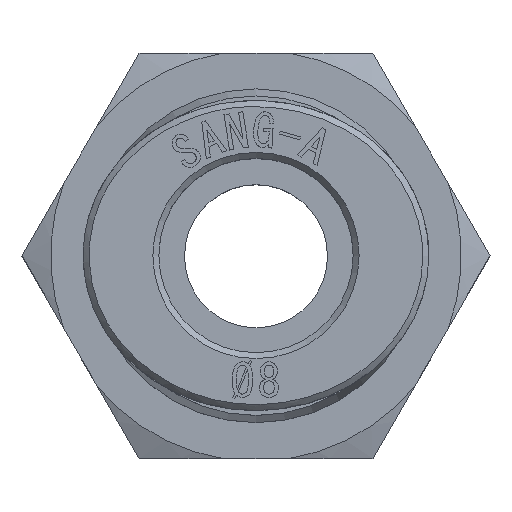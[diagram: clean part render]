
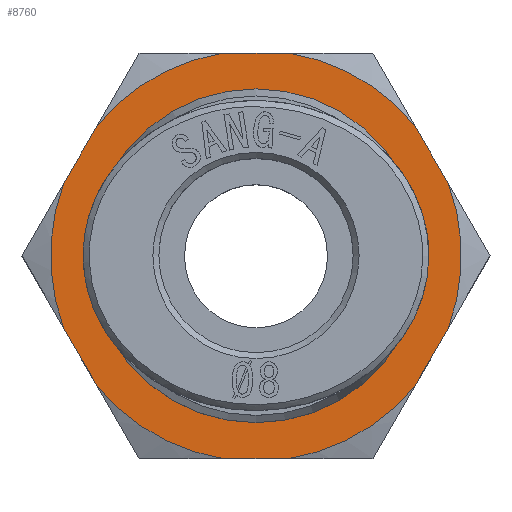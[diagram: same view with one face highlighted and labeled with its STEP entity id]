
A CAD part, top view. The second image highlights one B-rep face of the part: STEP entity #8760.
In plain terms, the highlighted face is planar.
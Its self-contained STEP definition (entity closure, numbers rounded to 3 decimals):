
#6064=CARTESIAN_POINT('',(8.5,14.0,-1.403));
#6065=VERTEX_POINT('',#6064);
#6079=CARTESIAN_POINT('',(8.5,14.0,1.403));
#6080=VERTEX_POINT('',#6079);
#6081=CARTESIAN_POINT('',(8.5,14.,1.403));
#6082=DIRECTION('',(0.0,0.0,-1.0));
#6083=VECTOR('',#6082,2.805);
#6084=LINE('',#6081,#6083);
#6085=EDGE_CURVE('',#6080,#6065,#6084,.T.);
#7766=CARTESIAN_POINT('',(-8.5,14.0,1.403));
#7767=VERTEX_POINT('',#7766);
#7781=CARTESIAN_POINT('',(-8.5,14.0,-1.403));
#7782=VERTEX_POINT('',#7781);
#7783=CARTESIAN_POINT('',(-8.5,14.0,-1.403));
#7784=DIRECTION('',(0.0,0.0,1.0));
#7785=VECTOR('',#7784,2.805);
#7786=LINE('',#7783,#7785);
#7787=EDGE_CURVE('',#7782,#7767,#7786,.T.);
#8376=CARTESIAN_POINT('',(-3.035,14.0,8.063));
#8377=VERTEX_POINT('',#8376);
#8391=CARTESIAN_POINT('',(-5.465,14.0,6.66));
#8392=VERTEX_POINT('',#8391);
#8393=CARTESIAN_POINT('',(-5.465,14.0,6.66));
#8394=DIRECTION('',(0.866,0.0,0.5));
#8395=VECTOR('',#8394,2.805);
#8396=LINE('',#8393,#8395);
#8397=EDGE_CURVE('',#8392,#8377,#8396,.T.);
#8430=CARTESIAN_POINT('',(5.465,14.0,6.66));
#8431=VERTEX_POINT('',#8430);
#8445=CARTESIAN_POINT('',(3.035,14.0,8.063));
#8446=VERTEX_POINT('',#8445);
#8447=CARTESIAN_POINT('',(3.035,14.0,8.063));
#8448=DIRECTION('',(0.866,0.0,-0.5));
#8449=VECTOR('',#8448,2.805);
#8450=LINE('',#8447,#8449);
#8451=EDGE_CURVE('',#8446,#8431,#8450,.T.);
#8486=CARTESIAN_POINT('',(-5.465,14.0,-6.66));
#8487=VERTEX_POINT('',#8486);
#8501=CARTESIAN_POINT('',(-3.035,14.0,-8.063));
#8502=VERTEX_POINT('',#8501);
#8503=CARTESIAN_POINT('',(-3.035,14.0,-8.063));
#8504=DIRECTION('',(-0.866,0.0,0.5));
#8505=VECTOR('',#8504,2.805);
#8506=LINE('',#8503,#8505);
#8507=EDGE_CURVE('',#8502,#8487,#8506,.T.);
#8554=CARTESIAN_POINT('',(3.035,14.0,-8.063));
#8555=VERTEX_POINT('',#8554);
#8569=CARTESIAN_POINT('',(5.465,14.0,-6.66));
#8570=VERTEX_POINT('',#8569);
#8571=CARTESIAN_POINT('',(5.465,14.0,-6.66));
#8572=DIRECTION('',(-0.866,0.0,-0.5));
#8573=VECTOR('',#8572,2.805);
#8574=LINE('',#8571,#8573);
#8575=EDGE_CURVE('',#8570,#8555,#8574,.T.);
#8623=CARTESIAN_POINT('',(0.0,14.,0.0));
#8624=DIRECTION('',(0.0,1.0,0.0));
#8625=DIRECTION('',(0.0,0.0,-1.0));
#8626=AXIS2_PLACEMENT_3D('',#8623,#8624,#8625);
#8627=CIRCLE('',#8626,8.615);
#8628=EDGE_CURVE('',#8487,#7782,#8627,.T.);
#8640=CARTESIAN_POINT('',(0.0,14.,0.0));
#8641=DIRECTION('',(0.0,1.0,0.0));
#8642=DIRECTION('',(0.0,0.0,-1.0));
#8643=AXIS2_PLACEMENT_3D('',#8640,#8641,#8642);
#8644=CIRCLE('',#8643,8.615);
#8645=EDGE_CURVE('',#8555,#8502,#8644,.T.);
#8657=CARTESIAN_POINT('',(0.0,14.,0.0));
#8658=DIRECTION('',(0.0,1.0,0.0));
#8659=DIRECTION('',(0.0,0.0,-1.0));
#8660=AXIS2_PLACEMENT_3D('',#8657,#8658,#8659);
#8661=CIRCLE('',#8660,8.615);
#8662=EDGE_CURVE('',#6065,#8570,#8661,.T.);
#8674=CARTESIAN_POINT('',(0.0,14.,0.0));
#8675=DIRECTION('',(0.0,1.0,0.0));
#8676=DIRECTION('',(0.0,0.0,-1.0));
#8677=AXIS2_PLACEMENT_3D('',#8674,#8675,#8676);
#8678=CIRCLE('',#8677,8.615);
#8679=EDGE_CURVE('',#8431,#6080,#8678,.T.);
#8691=CARTESIAN_POINT('',(0.0,14.,0.0));
#8692=DIRECTION('',(0.0,1.0,0.0));
#8693=DIRECTION('',(0.0,0.0,-1.0));
#8694=AXIS2_PLACEMENT_3D('',#8691,#8692,#8693);
#8695=CIRCLE('',#8694,8.615);
#8696=EDGE_CURVE('',#8377,#8446,#8695,.T.);
#8709=CARTESIAN_POINT('',(0.0,14.,0.0));
#8710=DIRECTION('',(0.0,1.0,0.0));
#8711=DIRECTION('',(0.0,0.0,-1.0));
#8712=AXIS2_PLACEMENT_3D('',#8709,#8710,#8711);
#8713=CIRCLE('',#8712,8.615);
#8714=EDGE_CURVE('',#7767,#8392,#8713,.T.);
#8730=CARTESIAN_POINT('',(0.,14.,0.));
#8731=DIRECTION('',(0.0,-1.0,0.0));
#8732=DIRECTION('',(0.0,0.0,-1.0));
#8733=AXIS2_PLACEMENT_3D('',#8730,#8731,#8732);
#8734=PLANE('',#8733);
#8735=ORIENTED_EDGE('',*,*,#8714,.T.);
#8736=ORIENTED_EDGE('',*,*,#8397,.T.);
#8737=ORIENTED_EDGE('',*,*,#8696,.T.);
#8738=ORIENTED_EDGE('',*,*,#8451,.T.);
#8739=ORIENTED_EDGE('',*,*,#8679,.T.);
#8740=ORIENTED_EDGE('',*,*,#6085,.T.);
#8741=ORIENTED_EDGE('',*,*,#8662,.T.);
#8742=ORIENTED_EDGE('',*,*,#8575,.T.);
#8743=ORIENTED_EDGE('',*,*,#8645,.T.);
#8744=ORIENTED_EDGE('',*,*,#8507,.T.);
#8745=ORIENTED_EDGE('',*,*,#8628,.T.);
#8746=ORIENTED_EDGE('',*,*,#7787,.T.);
#8747=EDGE_LOOP('',(#8735,#8736,#8737,#8738,#8739,#8740,#8741,#8742,#8743,#8744,#8745,#8746));
#8748=FACE_OUTER_BOUND('',#8747,.T.);
#8749=CARTESIAN_POINT('',(-7.,14.0,0.0));
#8750=VERTEX_POINT('',#8749);
#8751=CARTESIAN_POINT('',(0.,14.0,0.0));
#8752=DIRECTION('',(0.0,1.0,0.0));
#8753=DIRECTION('',(-1.0,0.0,0.0));
#8754=AXIS2_PLACEMENT_3D('',#8751,#8752,#8753);
#8755=CIRCLE('',#8754,7.);
#8756=EDGE_CURVE('',#8750,#8750,#8755,.T.);
#8757=ORIENTED_EDGE('',*,*,#8756,.F.);
#8758=EDGE_LOOP('',(#8757));
#8759=FACE_BOUND('',#8758,.T.);
#8760=ADVANCED_FACE('',(#8748,#8759),#8734,.F.);
